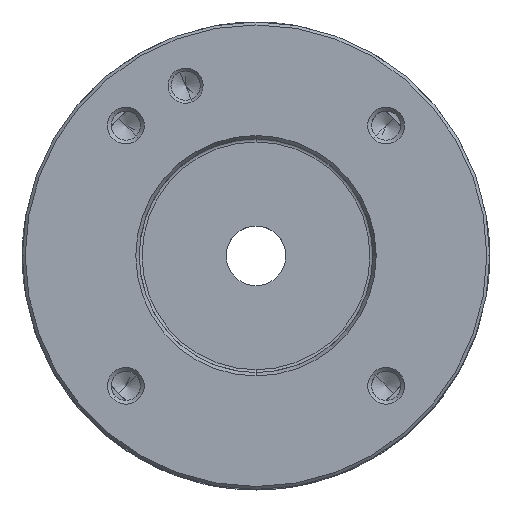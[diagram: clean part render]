
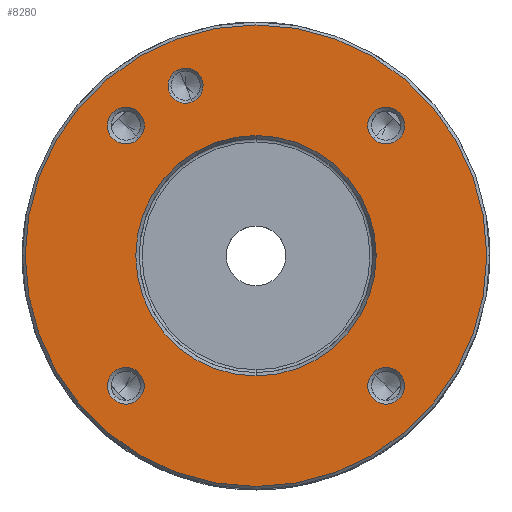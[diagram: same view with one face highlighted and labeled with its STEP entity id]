
A CAD part, top view. The second image highlights one B-rep face of the part: STEP entity #8280.
In plain terms, the highlighted planar face has unit normal (0, 0, 1).
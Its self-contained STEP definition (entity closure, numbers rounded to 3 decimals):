
#1150=CARTESIAN_POINT('',(0.,0.,
60.));
#1151=DIRECTION('',(0.,0.,1.));
#1152=DIRECTION('',(-1.,0.,0.));
#1153=AXIS2_PLACEMENT_3D('',#1150,#1151,#1152);
#1158=CARTESIAN_POINT('',(0.,0.,
60.));
#1159=DIRECTION('',(0.,0.,1.));
#1160=DIRECTION('',(1.,0.,0.));
#1161=AXIS2_PLACEMENT_3D('',#1158,#1159,#1160);
#1166=CARTESIAN_POINT('',(-12.055,29.102,60.));
#1167=DIRECTION('',(0.,0.,-1.));
#1168=DIRECTION('',(0.383,-0.924,0.));
#1169=AXIS2_PLACEMENT_3D('',#1166,#1167,#1168);
#1174=CARTESIAN_POINT('',(-12.055,29.102,60.));
#1175=DIRECTION('',(0.,0.,-1.));
#1176=DIRECTION('',(-0.383,0.924,0.));
#1177=AXIS2_PLACEMENT_3D('',#1174,#1175,#1176);
#1182=CARTESIAN_POINT('',(-22.274,-22.274,60.));
#1183=DIRECTION('',(0.,0.,-1.));
#1184=DIRECTION('',(-0.707,-0.707,0.));
#1185=AXIS2_PLACEMENT_3D('',#1182,#1183,#1184);
#1190=CARTESIAN_POINT('',(-22.274,-22.274,60.));
#1191=DIRECTION('',(0.,0.,-1.));
#1192=DIRECTION('',(0.707,0.707,0.));
#1193=AXIS2_PLACEMENT_3D('',#1190,#1191,#1192);
#1198=CARTESIAN_POINT('',(-22.274,22.274,60.));
#1199=DIRECTION('',(0.,0.,-1.));
#1200=DIRECTION('',(-0.707,0.707,0.));
#1201=AXIS2_PLACEMENT_3D('',#1198,#1199,#1200);
#1206=CARTESIAN_POINT('',(-22.274,22.274,60.));
#1207=DIRECTION('',(0.,0.,-1.));
#1208=DIRECTION('',(0.707,-0.707,0.));
#1209=AXIS2_PLACEMENT_3D('',#1206,#1207,#1208);
#1214=CARTESIAN_POINT('',(22.274,22.274,60.));
#1215=DIRECTION('',(0.,0.,-1.));
#1216=DIRECTION('',(0.707,0.707,0.));
#1217=AXIS2_PLACEMENT_3D('',#1214,#1215,#1216);
#1222=CARTESIAN_POINT('',(22.274,22.274,60.));
#1223=DIRECTION('',(0.,0.,-1.));
#1224=DIRECTION('',(-0.707,-0.707,0.));
#1225=AXIS2_PLACEMENT_3D('',#1222,#1223,#1224);
#1230=CARTESIAN_POINT('',(22.274,-22.274,60.));
#1231=DIRECTION('',(0.,0.,-1.));
#1232=DIRECTION('',(0.707,-0.707,0.));
#1233=AXIS2_PLACEMENT_3D('',#1230,#1231,#1232);
#1238=CARTESIAN_POINT('',(22.274,-22.274,60.));
#1239=DIRECTION('',(0.,0.,-1.));
#1240=DIRECTION('',(-0.707,0.707,0.));
#1241=AXIS2_PLACEMENT_3D('',#1238,#1239,#1240);
#1253=CARTESIAN_POINT('',(0.,0.,60.));
#1254=DIRECTION('',(0.,0.,-1.));
#1255=DIRECTION('',(0.,-1.,0.));
#1256=AXIS2_PLACEMENT_3D('',#1253,#1254,#1255);
#1269=CARTESIAN_POINT('',(0.,0.,60.));
#1270=DIRECTION('',(0.,0.,-1.));
#1271=DIRECTION('',(0.,1.,0.));
#1272=AXIS2_PLACEMENT_3D('',#1269,#1270,#1271);
#7276=CARTESIAN_POINT('',(-39.505,0.,60.));
#7277=CARTESIAN_POINT('',(39.505,0.,60.));
#7278=VERTEX_POINT('',#7276);
#7279=VERTEX_POINT('',#7277);
#7310=CARTESIAN_POINT('',(-10.906,26.331,60.));
#7311=VERTEX_POINT('',#7310);
#7312=CARTESIAN_POINT('',(-13.203,31.874,60.));
#7313=VERTEX_POINT('',#7312);
#7318=CARTESIAN_POINT('',(-24.501,-24.501,60.));
#7320=VERTEX_POINT('',#7318);
#7322=CARTESIAN_POINT('',(-20.046,-20.046,60.));
#7324=VERTEX_POINT('',#7322);
#7330=CARTESIAN_POINT('',(-24.501,24.501,60.));
#7331=VERTEX_POINT('',#7330);
#7332=CARTESIAN_POINT('',(-20.046,20.046,60.));
#7333=VERTEX_POINT('',#7332);
#7338=CARTESIAN_POINT('',(24.501,24.501,60.));
#7339=VERTEX_POINT('',#7338);
#7340=CARTESIAN_POINT('',(20.046,20.046,60.));
#7341=VERTEX_POINT('',#7340);
#7346=CARTESIAN_POINT('',(24.501,-24.501,60.));
#7347=VERTEX_POINT('',#7346);
#7348=CARTESIAN_POINT('',(20.046,-20.046,60.));
#7349=VERTEX_POINT('',#7348);
#7406=CARTESIAN_POINT('',(0.,-20.577,60.));
#7407=CARTESIAN_POINT('',(0.,20.577,60.));
#7408=VERTEX_POINT('',#7406);
#7409=VERTEX_POINT('',#7407);
#8234=CARTESIAN_POINT('',(0.,0.,60.));
#8235=DIRECTION('',(0.,0.,-1.));
#8236=DIRECTION('',(1.,0.,0.));
#8237=AXIS2_PLACEMENT_3D('',#8234,#8235,#8236);
#8238=PLANE('',#8237);
#8239=ORIENTED_EDGE('',*,*,#8224,.F.);
#8241=ORIENTED_EDGE('',*,*,#8240,.F.);
#8242=EDGE_LOOP('',(#8239,#8241));
#8243=FACE_OUTER_BOUND('',#8242,.F.);
#8245=ORIENTED_EDGE('',*,*,#8244,.F.);
#8247=ORIENTED_EDGE('',*,*,#8246,.F.);
#8248=EDGE_LOOP('',(#8245,#8247));
#8249=FACE_BOUND('',#8248,.F.);
#8251=ORIENTED_EDGE('',*,*,#8250,.F.);
#8253=ORIENTED_EDGE('',*,*,#8252,.F.);
#8254=EDGE_LOOP('',(#8251,#8253));
#8255=FACE_BOUND('',#8254,.F.);
#8257=ORIENTED_EDGE('',*,*,#8256,.F.);
#8259=ORIENTED_EDGE('',*,*,#8258,.F.);
#8260=EDGE_LOOP('',(#8257,#8259));
#8261=FACE_BOUND('',#8260,.F.);
#8263=ORIENTED_EDGE('',*,*,#8262,.F.);
#8265=ORIENTED_EDGE('',*,*,#8264,.F.);
#8266=EDGE_LOOP('',(#8263,#8265));
#8267=FACE_BOUND('',#8266,.F.);
#8269=ORIENTED_EDGE('',*,*,#8268,.F.);
#8271=ORIENTED_EDGE('',*,*,#8270,.F.);
#8272=EDGE_LOOP('',(#8269,#8271));
#8273=FACE_BOUND('',#8272,.F.);
#8275=ORIENTED_EDGE('',*,*,#8274,.F.);
#8277=ORIENTED_EDGE('',*,*,#8276,.F.);
#8278=EDGE_LOOP('',(#8275,#8277));
#8279=FACE_BOUND('',#8278,.F.);
#1154=CIRCLE('',#1153,39.505);
#1162=CIRCLE('',#1161,39.505);
#1170=CIRCLE('',#1169,3.);
#1178=CIRCLE('',#1177,3.);
#1186=CIRCLE('',#1185,3.15);
#1194=CIRCLE('',#1193,3.15);
#1202=CIRCLE('',#1201,3.15);
#1210=CIRCLE('',#1209,3.15);
#1218=CIRCLE('',#1217,3.15);
#1226=CIRCLE('',#1225,3.15);
#1234=CIRCLE('',#1233,3.15);
#1242=CIRCLE('',#1241,3.15);
#1257=CIRCLE('',#1256,20.577);
#1273=CIRCLE('',#1272,20.577);
#8224=EDGE_CURVE('',#7278,#7279,#1154,.T.);
#8240=EDGE_CURVE('',#7279,#7278,#1162,.T.);
#8244=EDGE_CURVE('',#7408,#7409,#1257,.T.);
#8246=EDGE_CURVE('',#7409,#7408,#1273,.T.);
#8250=EDGE_CURVE('',#7311,#7313,#1170,.T.);
#8252=EDGE_CURVE('',#7313,#7311,#1178,.T.);
#8256=EDGE_CURVE('',#7320,#7324,#1186,.T.);
#8258=EDGE_CURVE('',#7324,#7320,#1194,.T.);
#8262=EDGE_CURVE('',#7331,#7333,#1202,.T.);
#8264=EDGE_CURVE('',#7333,#7331,#1210,.T.);
#8268=EDGE_CURVE('',#7339,#7341,#1218,.T.);
#8270=EDGE_CURVE('',#7341,#7339,#1226,.T.);
#8274=EDGE_CURVE('',#7347,#7349,#1234,.T.);
#8276=EDGE_CURVE('',#7349,#7347,#1242,.T.);
#8280=ADVANCED_FACE('',(#8243,#8249,#8255,#8261,#8267,#8273,#8279),#8238,.F.);
